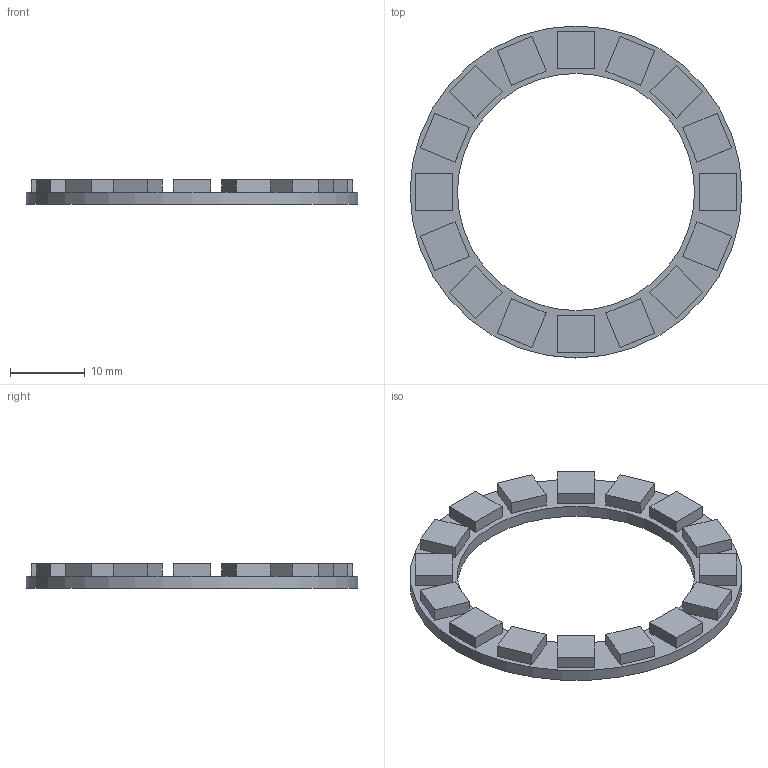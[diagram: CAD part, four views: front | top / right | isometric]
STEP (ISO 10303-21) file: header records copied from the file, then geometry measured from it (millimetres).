
FILE_DESCRIPTION(/* description */ (''),/* implementation_level */ '2;1');
FILE_NAME(/* name */ '1463 16x NeoPixel Ring.step',/* time_stamp */ '2018-07-07T12:58:25-04:00',/* author */ ('videopixil'),/* organization */ (''),/* preprocessor_version */ 'ST-DEVELOPER v17',/* originating_system */ 'Autodesk Translation Framework v7.1.0.215',/* authorisation */ '');
FILE_SCHEMA (('AUTOMOTIVE_DESIGN { 1 0 10303 214 3 1 1 }'));
Length unit declared in the file: millimetre
Products named in the file (1): 16x NeoPixel Ring
Bounding box: 44.45 x 44.45 x 3.3 mm (x, y, z)
Volume: 1896.1 mm3; surface area: 3247.1 mm2
Topology: 17 solids, 17 shells, 100 faces, 198 edges, 132 vertices
Faces by surface type: plane 98, cylinder 2
Full cylindrical faces by diameter (mm): 31.75 x1, 44.45 x1
Entity records: 2547 total; most frequent: CARTESIAN_POINT 431, DIRECTION 404, ORIENTED_EDGE 396, EDGE_CURVE 198, LINE 194, VECTOR 194, VERTEX_POINT 132, AXIS2_PLACEMENT_3D 105
